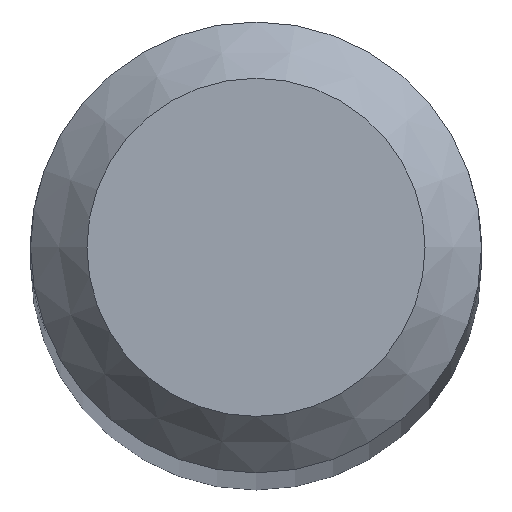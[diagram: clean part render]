
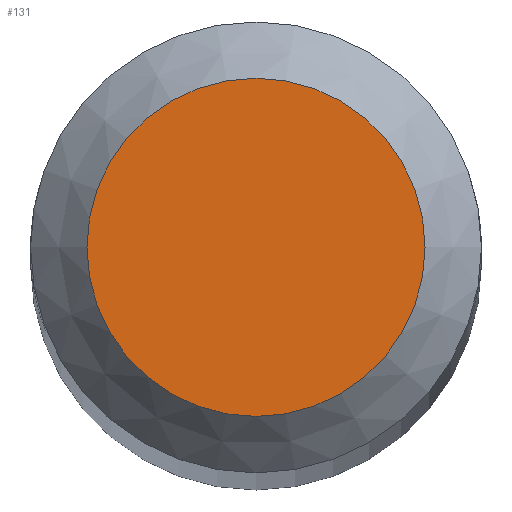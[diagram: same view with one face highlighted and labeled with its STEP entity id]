
A CAD part, top view. The second image highlights one B-rep face of the part: STEP entity #131.
In plain terms, the highlighted planar face has unit normal (0, 0, 1).
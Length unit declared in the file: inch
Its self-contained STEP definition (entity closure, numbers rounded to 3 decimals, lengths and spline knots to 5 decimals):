
#18=PLANE('',#156);
#24=CIRCLE('',#157,0.09375);
#28=FACE_OUTER_BOUND('',#36,.T.);
#36=EDGE_LOOP('',(#110));
#70=VERTEX_POINT('',#305);
#86=EDGE_CURVE('',#70,#70,#24,.T.);
#110=ORIENTED_EDGE('',*,*,#86,.F.);
#131=ADVANCED_FACE('',(#28),#18,.T.);
#156=AXIS2_PLACEMENT_3D('',#304,#181,#182);
#157=AXIS2_PLACEMENT_3D('',#306,#183,#184);
#181=DIRECTION('center_axis',(0.,0.,1.));
#182=DIRECTION('ref_axis',(1.,0.,0.));
#183=DIRECTION('center_axis',(0.,0.,-1.));
#184=DIRECTION('ref_axis',(-1.,0.,0.));
#304=CARTESIAN_POINT('Origin',(0.,0.,4.1875));
#305=CARTESIAN_POINT('',(0.09375,0.,4.1875));
#306=CARTESIAN_POINT('Origin',(0.,0.,4.1875));
